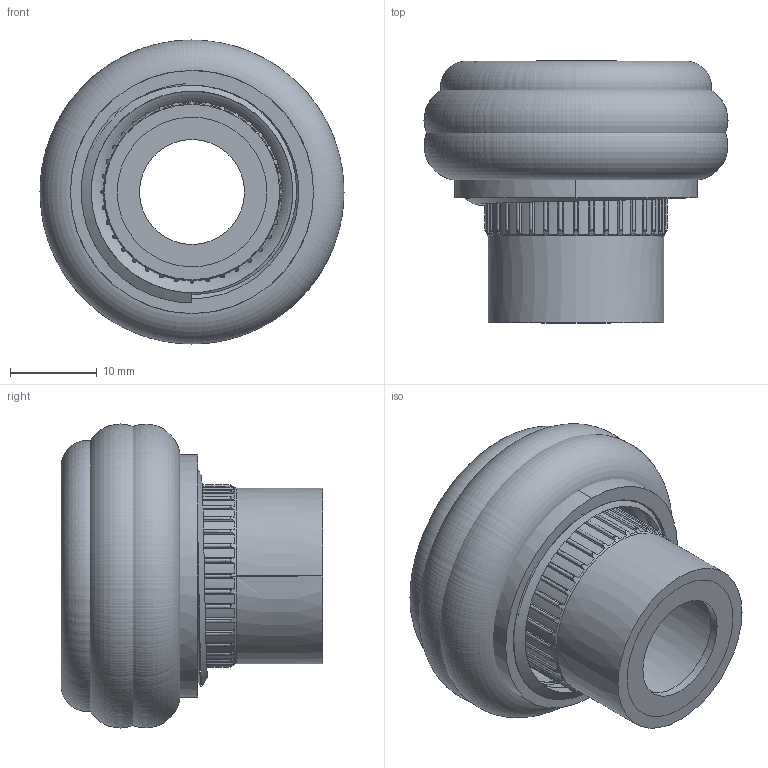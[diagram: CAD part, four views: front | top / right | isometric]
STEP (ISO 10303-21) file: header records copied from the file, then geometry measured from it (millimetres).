
FILE_DESCRIPTION((''),'2;1');
FILE_NAME('R2','2017-03-08T',('wl.kang'),(''),'PRO/ENGINEER BY PARAMETRIC TECHNOLOGY CORPORATION, 2012480','PRO/ENGINEER BY PARAMETRIC TECHNOLOGY CORPORATION, 2012480','');
FILE_SCHEMA(('AUTOMOTIVE_DESIGN { 1 0 10303 214 1 1 1 1 }'));
Length unit declared in the file: millimetre
Products named in the file (1): R2
Bounding box: 35.02 x 30.14 x 35.02 mm (x, y, z)
Surface area: 41463.3 mm2 (no closed solid volume)
Topology: 0 solids, 0 shells, 233 faces, 1392 edges, 1370 vertices
Faces by surface type: bspline 211, torus 22
Entity records: 30323 total; most frequent: CARTESIAN_POINT 17295, DIRECTION 1460, DEFINITIONAL_REPRESENTATION 1348, PCURVE 1348, COMPOSITE_CURVE_SEGMENT 1348, TRIMMED_CURVE 1253, VECTOR 1090, LINE 1090
